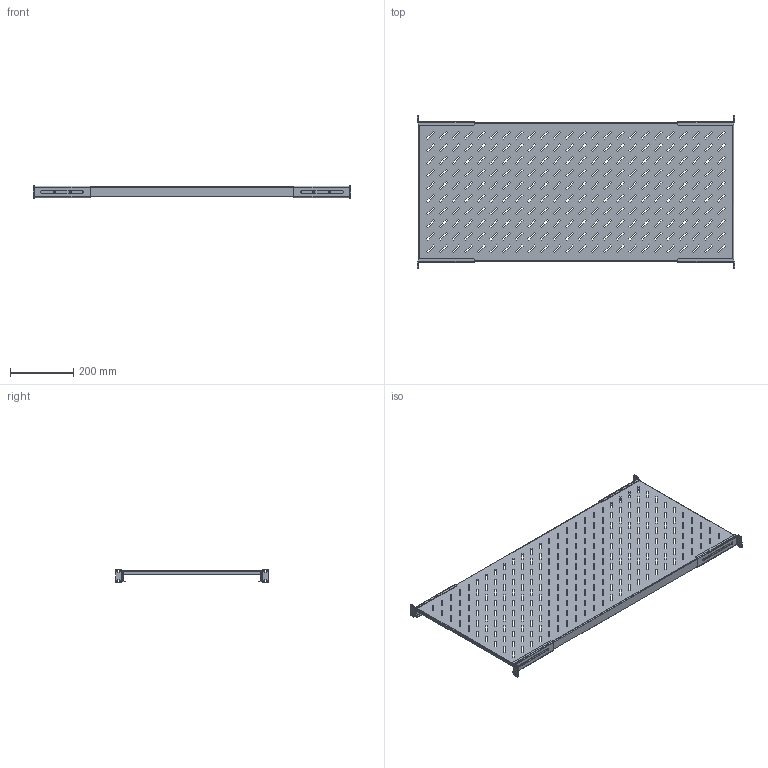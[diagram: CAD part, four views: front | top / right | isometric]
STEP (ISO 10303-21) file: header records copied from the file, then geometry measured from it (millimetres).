
FILE_DESCRIPTION (( 'STEP AP214' ), '1' );
FILE_NAME ('FS05-1000PI-R_.STEP', '2022-10-13T08:56:34', ( '' ), ( '' ), 'SwSTEP 2.0', 'SolidWorks 2022', '' );
FILE_SCHEMA (( 'AUTOMOTIVE_DESIGN' ));
Length unit declared in the file: millimetre
Products named in the file (3): FS05-1000PI-R_; АГИЕ 278.01.001 Полка стационарная_-03 1000 черная; АГИЕ 278.01.002 Кронштейн
Assembly tree (5 placements, depth 2):
  FS05-1000PI-R_
    АГИЕ 278.01.001 Полка стационарная_-03 1000 черная
    АГИЕ 278.01.002 Кронштейн  x4
Bounding box: 1004 x 482.6 x 44 mm (x, y, z)
Volume: 1000698.9 mm3; surface area: 1047540.5 mm2
Topology: 5 solids, 5 shells, 1238 faces, 3556 edges, 2328 vertices
Faces by surface type: plane 1146, cylinder 84, bspline 8
Entity records: 36449 total; most frequent: CARTESIAN_POINT 6802, ORIENTED_EDGE 6302, DIRECTION 5343, EDGE_CURVE 3151, VECTOR 3073, LINE 3073, VERTEX_POINT 2082, EDGE_LOOP 1575
